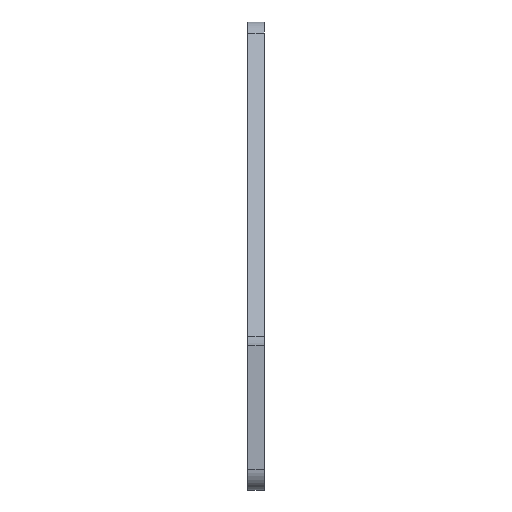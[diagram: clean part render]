
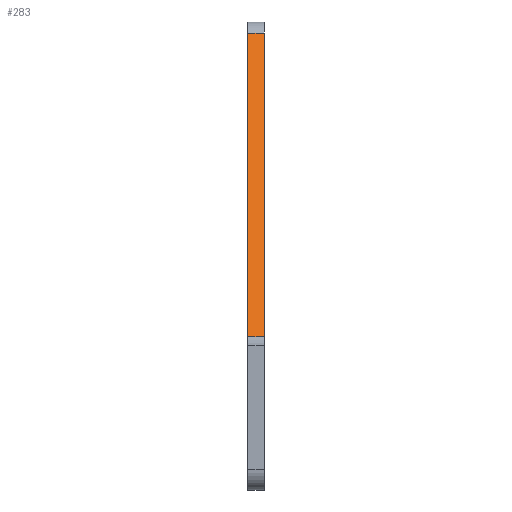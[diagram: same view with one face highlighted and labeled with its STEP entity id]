
A CAD part, left-side view. The second image highlights one B-rep face of the part: STEP entity #283.
In plain terms, the highlighted planar face has unit normal (-0.894, 0, 0.447).
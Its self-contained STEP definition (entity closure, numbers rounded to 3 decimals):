
#15 = EDGE_CURVE ( 'NONE', #198, #142, #532, .T. ) ;
#96 = CARTESIAN_POINT ( 'NONE',  ( -9.764, 0., 47.118 ) ) ;
#142 = VERTEX_POINT ( 'NONE', #451 ) ;
#185 = CARTESIAN_POINT ( 'NONE',  ( -28.236, 2., 10.174 ) ) ;
#195 = VERTEX_POINT ( 'NONE', #185 ) ;
#198 = VERTEX_POINT ( 'NONE', #245 ) ;
#206 = VECTOR ( 'NONE', #363, 1000. ) ;
#228 = CARTESIAN_POINT ( 'NONE',  ( -9.073, 0., 48.5 ) ) ;
#245 = CARTESIAN_POINT ( 'NONE',  ( -9.764, 2., 47.118 ) ) ;
#250 = FACE_OUTER_BOUND ( 'NONE', #611, .T. ) ;
#272 = VECTOR ( 'NONE', #433, 1000. ) ;
#278 = CARTESIAN_POINT ( 'NONE',  ( -28.236, 0., 10.174 ) ) ;
#283 = ADVANCED_FACE ( 'NONE', ( #250 ), #759, .T. ) ;
#306 = ORIENTED_EDGE ( 'NONE', *, *, #15, .F. ) ;
#330 = CARTESIAN_POINT ( 'NONE',  ( -9.073, 0., 48.5 ) ) ;
#340 = CARTESIAN_POINT ( 'NONE',  ( -28.236, 0., 10.174 ) ) ;
#363 = DIRECTION ( 'NONE',  ( -0.447, 0., -0.894 ) ) ;
#369 = LINE ( 'NONE', #228, #672 ) ;
#372 = ORIENTED_EDGE ( 'NONE', *, *, #453, .T. ) ;
#433 = DIRECTION ( 'NONE',  ( 0., -1., 0. ) ) ;
#447 = ORIENTED_EDGE ( 'NONE', *, *, #704, .F. ) ;
#451 = CARTESIAN_POINT ( 'NONE',  ( -9.764, 0., 47.118 ) ) ;
#453 = EDGE_CURVE ( 'NONE', #198, #195, #554, .T. ) ;
#454 = AXIS2_PLACEMENT_3D ( 'NONE', #330, #523, #771 ) ;
#486 = DIRECTION ( 'NONE',  ( -0.447, 0., -0.894 ) ) ;
#523 = DIRECTION ( 'NONE',  ( -0.894, 0., 0.447 ) ) ;
#532 = LINE ( 'NONE', #96, #272 ) ;
#554 = LINE ( 'NONE', #690, #206 ) ;
#592 = DIRECTION ( 'NONE',  ( 0., 1., 0. ) ) ;
#609 = VECTOR ( 'NONE', #592, 1000. ) ;
#611 = EDGE_LOOP ( 'NONE', ( #372, #447, #805, #306 ) ) ;
#652 = LINE ( 'NONE', #340, #609 ) ;
#672 = VECTOR ( 'NONE', #486, 1000. ) ;
#690 = CARTESIAN_POINT ( 'NONE',  ( -9.073, 2., 48.5 ) ) ;
#704 = EDGE_CURVE ( 'NONE', #711, #195, #652, .T. ) ;
#711 = VERTEX_POINT ( 'NONE', #278 ) ;
#759 = PLANE ( 'NONE',  #454 ) ;
#765 = EDGE_CURVE ( 'NONE', #142, #711, #369, .T. ) ;
#771 = DIRECTION ( 'NONE',  ( -0.447, 0., -0.894 ) ) ;
#805 = ORIENTED_EDGE ( 'NONE', *, *, #765, .F. ) ;
